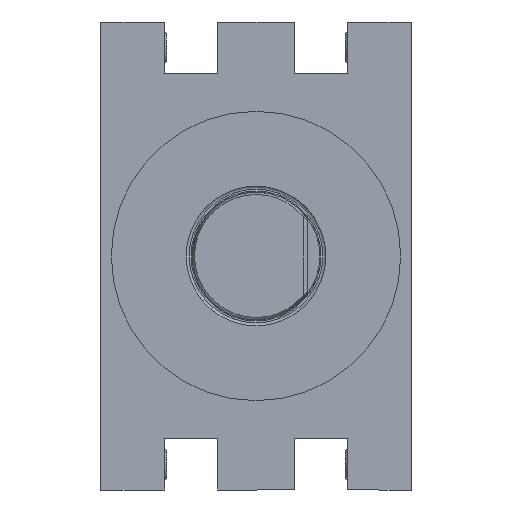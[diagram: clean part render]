
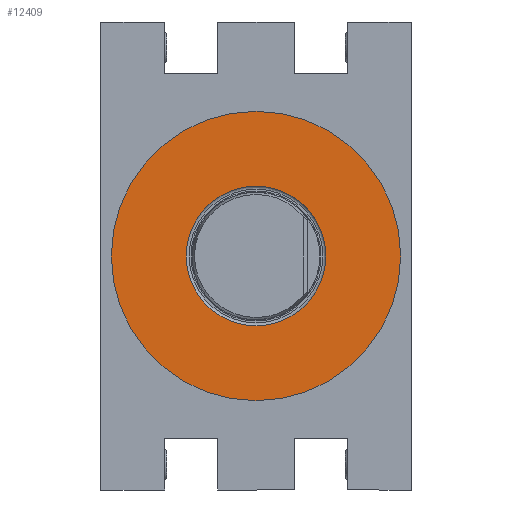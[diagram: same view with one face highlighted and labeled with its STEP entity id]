
A CAD part, front view. The second image highlights one B-rep face of the part: STEP entity #12409.
In plain terms, the highlighted planar face has unit normal (0, -1, 0).
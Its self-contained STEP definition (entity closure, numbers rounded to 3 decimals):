
#794 = PLANE ( 'NONE',  #16996 ) ;
#1460 = EDGE_LOOP ( 'NONE', ( #8468 ) ) ;
#2257 = FACE_OUTER_BOUND ( 'NONE', #1460, .T. ) ;
#2775 = DIRECTION ( 'NONE',  ( 0., -1., 0. ) ) ;
#4099 = DIRECTION ( 'NONE',  ( 0., 1., 0. ) ) ;
#4461 = CIRCLE ( 'NONE', #13321, 34. ) ;
#4777 = EDGE_CURVE ( 'NONE', #10558, #10558, #13454, .T. ) ;
#4919 = CARTESIAN_POINT ( 'NONE',  ( -16.55, 0., 0. ) ) ;
#6034 = DIRECTION ( 'NONE',  ( 1., 0., 0. ) ) ;
#6314 = CARTESIAN_POINT ( 'NONE',  ( -34., 0., 0. ) ) ;
#6578 = CARTESIAN_POINT ( 'NONE',  ( 0., 0., 0. ) ) ;
#6693 = DIRECTION ( 'NONE',  ( -1., 0., 0. ) ) ;
#6990 = EDGE_CURVE ( 'NONE', #12911, #12911, #4461, .T. ) ;
#7415 = DIRECTION ( 'NONE',  ( 0., -1., 0. ) ) ;
#7912 = AXIS2_PLACEMENT_3D ( 'NONE', #6578, #2775, #11607 ) ;
#8468 = ORIENTED_EDGE ( 'NONE', *, *, #6990, .F. ) ;
#10558 = VERTEX_POINT ( 'NONE', #17013 ) ;
#11607 = DIRECTION ( 'NONE',  ( 1., 0., 0. ) ) ;
#12252 = CARTESIAN_POINT ( 'NONE',  ( 0., 0., 0. ) ) ;
#12409 = ADVANCED_FACE ( 'Defeature completata1_43', ( #2257, #12633 ), #794, .T. ) ;
#12633 = FACE_BOUND ( 'NONE', #12813, .T. ) ;
#12813 = EDGE_LOOP ( 'NONE', ( #14056 ) ) ;
#12911 = VERTEX_POINT ( 'NONE', #6314 ) ;
#13321 = AXIS2_PLACEMENT_3D ( 'NONE', #12252, #4099, #6693 ) ;
#13454 = CIRCLE ( 'NONE', #7912, 16.419 ) ;
#14056 = ORIENTED_EDGE ( 'NONE', *, *, #4777, .F. ) ;
#16996 = AXIS2_PLACEMENT_3D ( 'NONE', #4919, #7415, #6034 ) ;
#17013 = CARTESIAN_POINT ( 'NONE',  ( 16.419, 0., 0. ) ) ;
